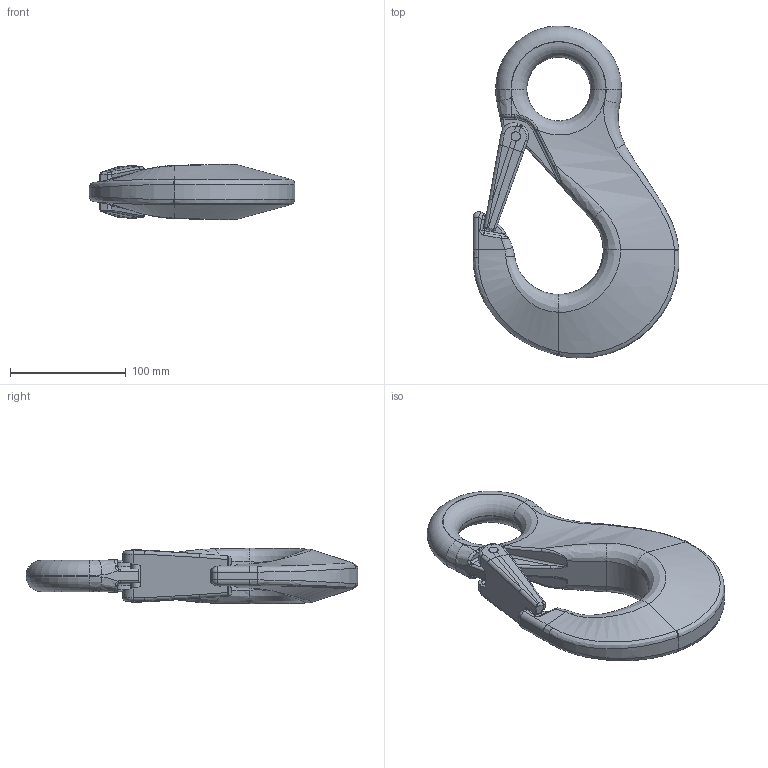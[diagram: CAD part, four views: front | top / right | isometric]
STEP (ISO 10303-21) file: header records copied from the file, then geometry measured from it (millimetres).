
FILE_DESCRIPTION(/* description */ (''),/* implementation_level */ '2;1');
FILE_NAME(/* name */ 'HSW 18_20 Kundenmodell',/* time_stamp */ '2009-07-23T10:37:02+02:00',/* author */ (''),/* organization */ (''),/* preprocessor_version */ 'ST-DEVELOPER v9',/* originating_system */ 'UGS - NX 4.0',/* authorisation */ '');
FILE_SCHEMA (('AUTOMOTIVE_DESIGN { 1 0 10303 214 1 1 1 1 }'));
Length unit declared in the file: millimetre
Products named in the file (1): ritA23E7wtg
Bounding box: 178.06 x 286.96 x 48.12 mm (x, y, z)
Volume: 769722.8 mm3; surface area: 89681.9 mm2
Topology: 2 solids, 2 shells, 280 faces, 675 edges, 392 vertices
Faces by surface type: bspline 132, cylinder 77, plane 52, torus 12, sphere 5, extrusion 2
Full cylindrical faces by diameter (mm): 8 x4, 55 x1
Entity records: 17506 total; most frequent: CARTESIAN_POINT 12065, ORIENTED_EDGE 1326, DIRECTION 872, EDGE_CURVE 663, VERTEX_POINT 390, AXIS2_PLACEMENT_3D 353, EDGE_LOOP 289, ADVANCED_FACE 280
